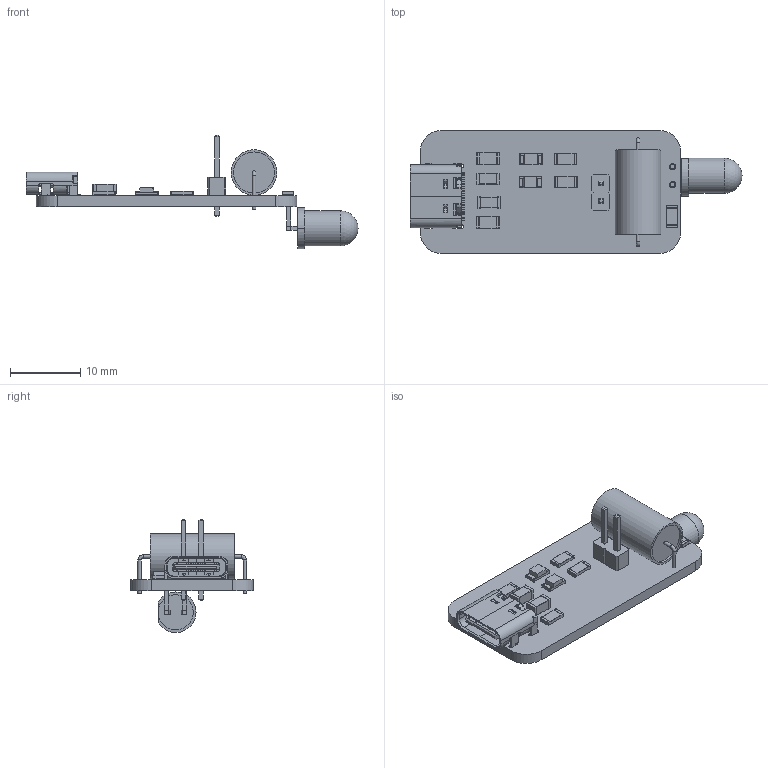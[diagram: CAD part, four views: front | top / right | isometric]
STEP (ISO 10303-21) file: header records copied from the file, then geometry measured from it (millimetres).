
FILE_DESCRIPTION(('KiCad electronic assembly'),'2;1');
FILE_NAME('LED flashlight.step','2024-08-19T16:59:04',('Pcbnew'),( 'Kicad'),'Open CASCADE STEP processor 7.8','KiCad to STEP converter' ,'Unknown');
FILE_SCHEMA(('AUTOMOTIVE_DESIGN { 1 0 10303 214 1 1 1 1 }'));
Length unit declared in the file: millimetre
Products named in the file (16): LED flashlight 1; R_1206_3216Metric; LED_1206_3216Metric; PinHeader_1x02_P2.54mm_Vertical; PinHeader_1x02_P254mm_Vertical; C_1206_3216Metric; C_Axial_L12.0mm_D6.5mm_P15.00mm_Horizontal; C_Axial_L120mm_D65mm_P1500mm_Horizontal; USB_C_Receptacle_GCT_USB4105-xx-A_16P_TopMnt_Horizontal; USB_C_Receptacle_16P_TopMnt_Horizontal_GCT_USB4105-xx-A; LED_D5.0mm_Horizontal_O1.27mm_Z3.0mm; LED flashlight_PCB
Assembly tree (21 placements, depth 3):
  LED flashlight 1
    R_1206_3216Metric  x5
      R_1206_3216Metric
    LED_1206_3216Metric  x2
      LED_1206_3216Metric
    PinHeader_1x02_P2.54mm_Vertical
      PinHeader_1x02_P254mm_Vertical
    C_1206_3216Metric  x2
      C_1206_3216Metric
    C_Axial_L12.0mm_D6.5mm_P15.00mm_Horizontal
      C_Axial_L120mm_D65mm_P1500mm_Horizontal
    USB_C_Receptacle_GCT_USB4105-xx-A_16P_TopMnt_Horizontal
      USB_C_Receptacle_16P_TopMnt_Horizontal_GCT_USB4105-xx-A
    LED_D5.0mm_Horizontal_O1.27mm_Z3.0mm
      LED_D5.0mm_Horizontal_O1.27mm_Z3.0mm
    LED flashlight_PCB
Bounding box: 47.3 x 17.49 x 16.14 mm (x, y, z)
Volume: 1757.2 mm3; surface area: 2839 mm2
Topology: 49 solids, 49 shells, 1064 faces, 2662 edges, 1701 vertices
Faces by surface type: plane 805, cylinder 248, cone 8, revolution 2, sphere 1
Full cylindrical faces by diameter (mm): 0.5 x6, 0.65 x2, 0.9 x2, 1 x2, 5 x1, 5.85 x2, 6.5 x1
Entity records: 32361 total; most frequent: CARTESIAN_POINT 4585, DIRECTION 4389, ORIENTED_EDGE 4368, EDGE_CURVE 2184, LINE 1765, VECTOR 1765, VERTEX_POINT 1391, AXIS2_PLACEMENT_3D 1311
